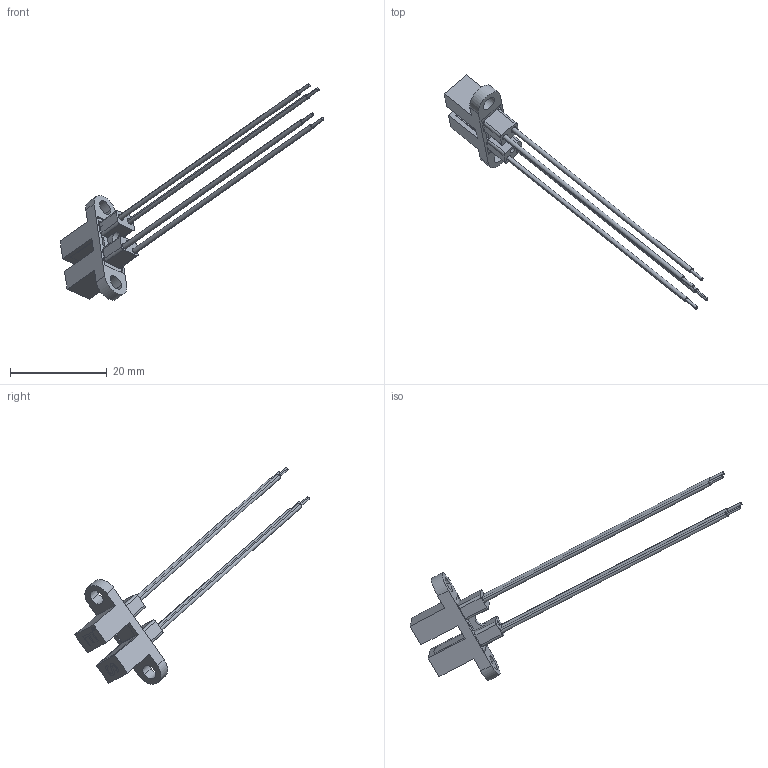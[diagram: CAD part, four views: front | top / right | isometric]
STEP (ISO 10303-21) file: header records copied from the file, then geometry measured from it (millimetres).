
FILE_DESCRIPTION (( 'STEP AP214' ), '1' );
FILE_NAME ('OPB88xT55Z.STEP', '2020-01-30T18:44:12', ( 'otpek' ), ( 'Microsoft' ), 'SwSTEP 2.0', 'SolidWorks 2018', '' );
FILE_SCHEMA (( 'AUTOMOTIVE_DESIGN' ));
Length unit declared in the file: millimetre
Products named in the file (1): OPB88xT55Z
Bounding box: 54.58 x 48.51 x 44.78 mm (x, y, z)
Volume: 872.5 mm3; surface area: 2422.1 mm2
Topology: 3 solids, 3 shells, 259 faces, 726 edges, 478 vertices
Faces by surface type: plane 191, cylinder 44, bspline 14, cone 10
Entity records: 10816 total; most frequent: CARTESIAN_POINT 2544, ORIENTED_EDGE 1452, DIRECTION 1298, EDGE_CURVE 726, VECTOR 558, LINE 558, VERTEX_POINT 478, AXIS2_PLACEMENT_3D 370
